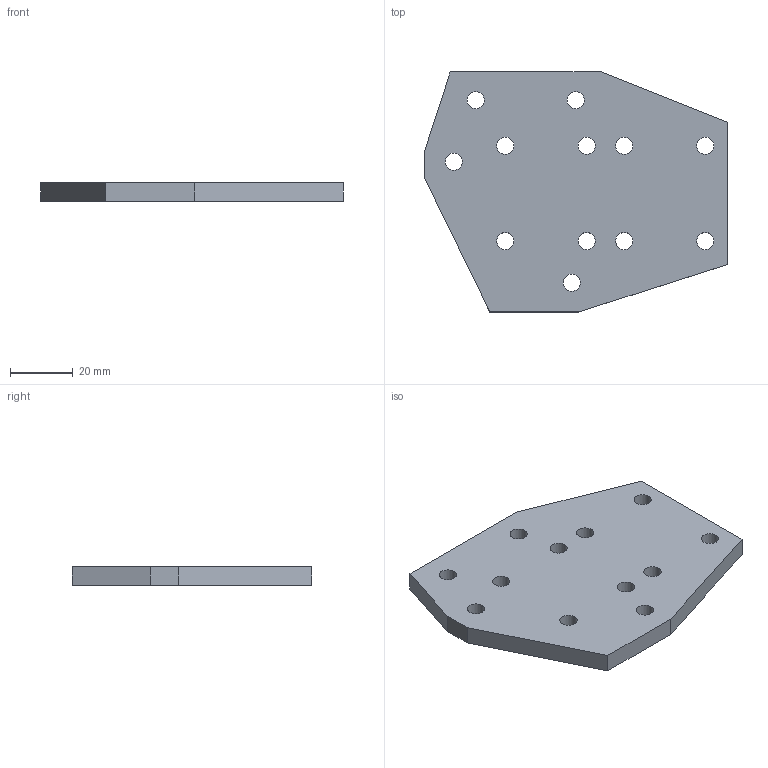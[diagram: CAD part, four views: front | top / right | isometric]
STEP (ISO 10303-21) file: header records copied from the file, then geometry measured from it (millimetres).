
Length unit declared in the file: millimetre
Products named in the file (1): X Portal plate R
Bounding box: 96.81 x 76.8 x 6 mm (x, y, z)
Volume: 35503.2 mm3; surface area: 14869.5 mm2
Topology: 1 solids, 1 shells, 22 faces, 60 edges, 40 vertices
Faces by surface type: cylinder 12, plane 10
Full cylindrical faces by diameter (mm): 5.5 x12
Entity records: 799 total; most frequent: DIRECTION 130, CARTESIAN_POINT 123, ORIENTED_EDGE 120, EDGE_CURVE 60, AXIS2_PLACEMENT_3D 47, EDGE_LOOP 46, VERTEX_POINT 40, LINE 36
